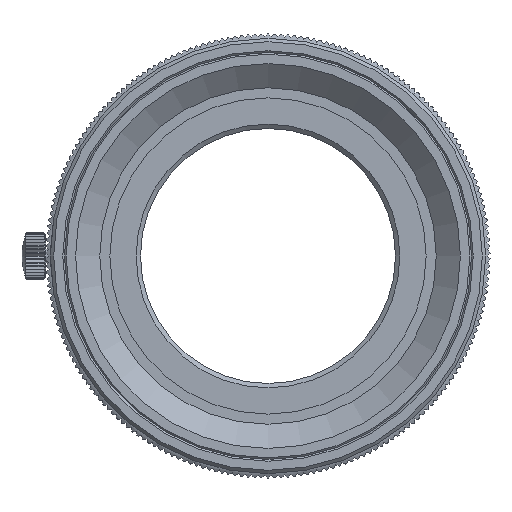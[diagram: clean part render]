
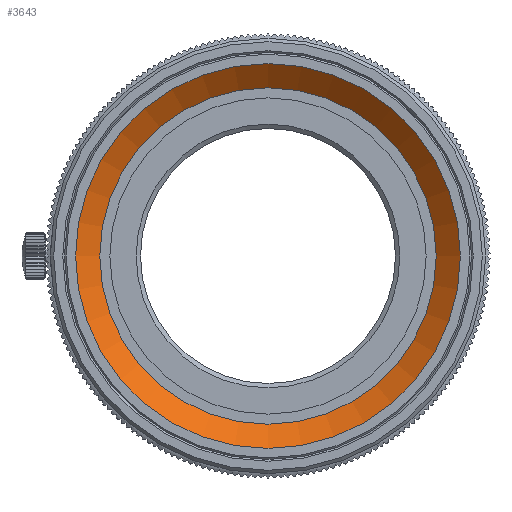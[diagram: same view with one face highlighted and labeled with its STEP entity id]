
A CAD part, left-side view. The second image highlights one B-rep face of the part: STEP entity #3643.
In plain terms, the highlighted conical face has half-angle 50.194 degrees and reference radius 25 mm.
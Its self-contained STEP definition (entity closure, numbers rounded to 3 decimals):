
#169=CONICAL_SURFACE('',#18290,25.,50.194);
#3643=ADVANCED_FACE('',(#4741,#4742),#169,.F.);
#4517=CIRCLE('',#18287,25.);
#4518=CIRCLE('',#18289,28.6);
#4741=FACE_BOUND('',#5659,.T.);
#4742=FACE_BOUND('',#5660,.T.);
#5659=EDGE_LOOP('',(#10598));
#5660=EDGE_LOOP('',(#10599));
#10598=ORIENTED_EDGE('',*,*,#15417,.T.);
#10599=ORIENTED_EDGE('',*,*,#15418,.F.);
#12835=VERTEX_POINT('',#30902);
#12836=VERTEX_POINT('',#30905);
#15417=EDGE_CURVE('',#12835,#12835,#4517,.T.);
#15418=EDGE_CURVE('',#12836,#12836,#4518,.T.);
#18287=AXIS2_PLACEMENT_3D('',#30901,#21580,#21581);
#18289=AXIS2_PLACEMENT_3D('',#30904,#21584,#21585);
#18290=AXIS2_PLACEMENT_3D('',#30906,#21586,#21587);
#21580=DIRECTION('',(1.,0.,0.));
#21581=DIRECTION('',(0.,1.,0.));
#21584=DIRECTION('',(1.,0.,0.));
#21585=DIRECTION('',(0.,1.,0.));
#21586=DIRECTION('',(-1.,0.,0.));
#21587=DIRECTION('',(0.,1.,0.));
#30901=CARTESIAN_POINT('',(3.,0.,0.));
#30902=CARTESIAN_POINT('',(3.,25.,0.));
#30904=CARTESIAN_POINT('',(0.,0.,0.));
#30905=CARTESIAN_POINT('',(0.,28.6,0.));
#30906=CARTESIAN_POINT('',(3.,0.,0.));
